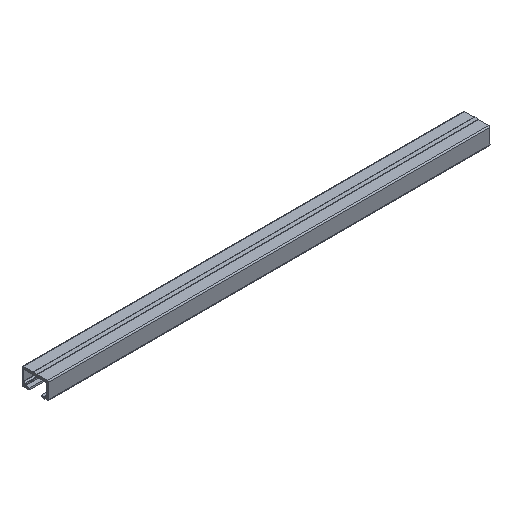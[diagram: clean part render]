
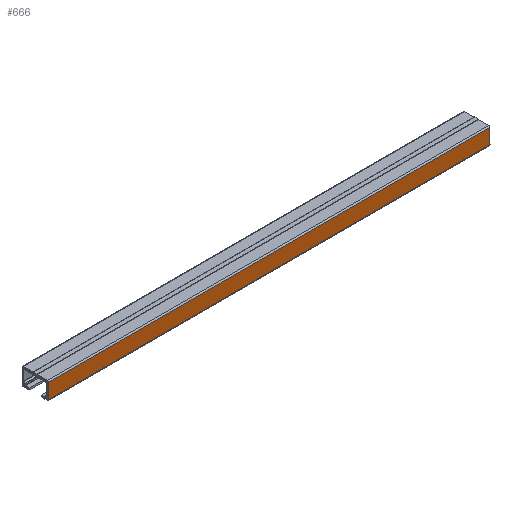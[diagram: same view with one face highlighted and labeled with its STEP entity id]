
A CAD part, isometric view. The second image highlights one B-rep face of the part: STEP entity #666.
In plain terms, the highlighted planar face has unit normal (0, -1, 0).
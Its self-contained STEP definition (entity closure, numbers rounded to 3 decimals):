
#80=FACE_OUTER_BOUND('',#114,.T.);
#114=EDGE_LOOP('',(#536,#537,#538,#539));
#182=LINE('',#1093,#254);
#183=LINE('',#1096,#255);
#184=LINE('',#1098,#256);
#185=LINE('',#1099,#257);
#254=VECTOR('',#896,1.);
#255=VECTOR('',#899,1.);
#256=VECTOR('',#900,1.);
#257=VECTOR('',#901,1.);
#320=VERTEX_POINT('',#1089);
#321=VERTEX_POINT('',#1091);
#322=VERTEX_POINT('',#1095);
#323=VERTEX_POINT('',#1097);
#412=EDGE_CURVE('',#320,#321,#182,.T.);
#413=EDGE_CURVE('',#322,#320,#183,.T.);
#414=EDGE_CURVE('',#323,#321,#184,.T.);
#415=EDGE_CURVE('',#322,#323,#185,.T.);
#536=ORIENTED_EDGE('',*,*,#413,.T.);
#537=ORIENTED_EDGE('',*,*,#412,.T.);
#538=ORIENTED_EDGE('',*,*,#414,.F.);
#539=ORIENTED_EDGE('',*,*,#415,.F.);
#633=PLANE('',#724);
#666=ADVANCED_FACE('',(#80),#633,.T.);
#724=AXIS2_PLACEMENT_3D('',#1094,#897,#898);
#896=DIRECTION('',(1.,0.,0.));
#897=DIRECTION('center_axis',(0.,-1.,0.));
#898=DIRECTION('ref_axis',(0.,0.,-1.));
#899=DIRECTION('',(0.,0.,-1.));
#900=DIRECTION('',(0.,0.,-1.));
#901=DIRECTION('',(1.,0.,0.));
#1089=CARTESIAN_POINT('',(0.,-5.,11.497));
#1091=CARTESIAN_POINT('',(914.4,-5.,11.497));
#1093=CARTESIAN_POINT('',(0.,-5.,11.497));
#1094=CARTESIAN_POINT('Origin',(0.,-5.,42.5));
#1095=CARTESIAN_POINT('',(0.,-5.,42.5));
#1096=CARTESIAN_POINT('',(0.,-5.,42.5));
#1097=CARTESIAN_POINT('',(914.4,-5.,42.5));
#1098=CARTESIAN_POINT('',(914.4,-5.,42.5));
#1099=CARTESIAN_POINT('',(0.,-5.,42.5));
